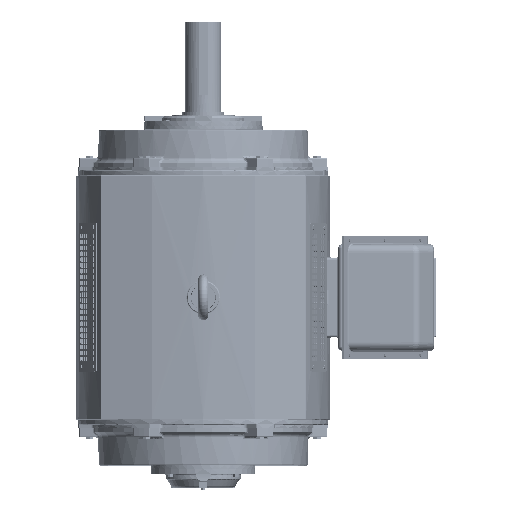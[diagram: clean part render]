
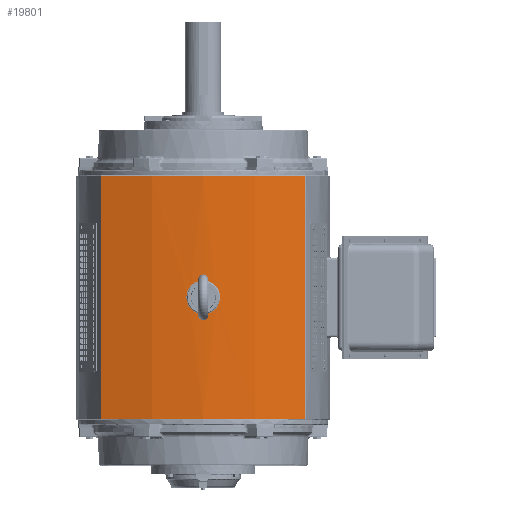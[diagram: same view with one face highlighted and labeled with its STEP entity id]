
A CAD part, top view. The second image highlights one B-rep face of the part: STEP entity #19801.
In plain terms, the highlighted cylindrical face has radius 750 mm (diameter 1500 mm), a partial arc.
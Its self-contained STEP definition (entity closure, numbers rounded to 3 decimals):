
#17810=CARTESIAN_POINT('Vertex',(-244.223,-302.302,264.123)) ;
#17817=CARTESIAN_POINT('Vertex',(-244.223,-884.302,264.123)) ;
#17820=CARTESIAN_POINT('Line Origine',(-244.223,-437.712,264.123)) ;
#19713=CARTESIAN_POINT('Axis2P3D Location',(0.,-447.662,-445.)) ;
#19718=CARTESIAN_POINT('Axis2P3D Location',(0.,-884.302,-445.)) ;
#19722=CARTESIAN_POINT('Vertex',(244.223,-884.302,264.123)) ;
#19725=CARTESIAN_POINT('Line Origine',(244.223,-437.712,264.123)) ;
#19729=CARTESIAN_POINT('Vertex',(244.223,-302.302,264.123)) ;
#19732=CARTESIAN_POINT('Axis2P3D Location',(0.,-302.302,-445.)) ;
#19744=CARTESIAN_POINT('Control Point',(40.339,-593.302,303.914)) ;
#19745=CARTESIAN_POINT('Control Point',(40.339,-599.058,303.914)) ;
#19746=CARTESIAN_POINT('Control Point',(39.32,-604.814,303.969)) ;
#19747=CARTESIAN_POINT('Control Point',(37.283,-610.328,304.079)) ;
#19748=CARTESIAN_POINT('Control Point',(30.727,-621.44,304.399)) ;
#19749=CARTESIAN_POINT('Control Point',(20.397,-629.301,304.758)) ;
#19750=CARTESIAN_POINT('Control Point',(13.887,-632.303,304.92)) ;
#19751=CARTESIAN_POINT('Control Point',(6.943,-633.802,305.)) ;
#19752=CARTESIAN_POINT('Control Point',(0.,-633.802,305.)) ;
#19753=CARTESIAN_POINT('Vertex',(0.,-633.802,305.)) ;
#19755=CARTESIAN_POINT('Vertex',(40.339,-593.302,303.914)) ;
#19759=CARTESIAN_POINT('Control Point',(-40.339,-593.302,303.914)) ;
#19760=CARTESIAN_POINT('Control Point',(-40.339,-599.058,303.914)) ;
#19761=CARTESIAN_POINT('Control Point',(-39.32,-604.814,303.969)) ;
#19762=CARTESIAN_POINT('Control Point',(-37.283,-610.328,304.079)) ;
#19763=CARTESIAN_POINT('Control Point',(-30.727,-621.44,304.399)) ;
#19764=CARTESIAN_POINT('Control Point',(-20.397,-629.301,304.758)) ;
#19765=CARTESIAN_POINT('Control Point',(-13.887,-632.303,304.92)) ;
#19766=CARTESIAN_POINT('Control Point',(-6.943,-633.802,305.)) ;
#19767=CARTESIAN_POINT('Control Point',(0.,-633.802,305.)) ;
#19768=CARTESIAN_POINT('Vertex',(-40.339,-593.302,303.914)) ;
#19772=CARTESIAN_POINT('Control Point',(-40.339,-593.302,303.914)) ;
#19773=CARTESIAN_POINT('Control Point',(-40.339,-587.547,303.914)) ;
#19774=CARTESIAN_POINT('Control Point',(-39.32,-581.791,303.969)) ;
#19775=CARTESIAN_POINT('Control Point',(-37.283,-576.277,304.079)) ;
#19776=CARTESIAN_POINT('Control Point',(-30.727,-565.165,304.399)) ;
#19777=CARTESIAN_POINT('Control Point',(-20.397,-557.304,304.758)) ;
#19778=CARTESIAN_POINT('Control Point',(-13.887,-554.302,304.92)) ;
#19779=CARTESIAN_POINT('Control Point',(-6.943,-552.802,305.)) ;
#19780=CARTESIAN_POINT('Control Point',(0.,-552.802,305.)) ;
#19781=CARTESIAN_POINT('Vertex',(0.,-552.802,305.)) ;
#19785=CARTESIAN_POINT('Control Point',(40.339,-593.302,303.914)) ;
#19786=CARTESIAN_POINT('Control Point',(40.339,-587.547,303.914)) ;
#19787=CARTESIAN_POINT('Control Point',(39.32,-581.791,303.969)) ;
#19788=CARTESIAN_POINT('Control Point',(37.283,-576.277,304.079)) ;
#19789=CARTESIAN_POINT('Control Point',(30.727,-565.165,304.399)) ;
#19790=CARTESIAN_POINT('Control Point',(20.397,-557.304,304.758)) ;
#19791=CARTESIAN_POINT('Control Point',(13.887,-554.302,304.92)) ;
#19792=CARTESIAN_POINT('Control Point',(6.943,-552.802,305.)) ;
#19793=CARTESIAN_POINT('Control Point',(0.,-552.802,305.)) ;
#17821=DIRECTION('Vector Direction',(0.,-1.,0.)) ;
#19714=DIRECTION('Axis2P3D Direction',(0.,1.,-0.)) ;
#19715=DIRECTION('Axis2P3D XDirection',(0.,0.,1.)) ;
#19719=DIRECTION('Axis2P3D Direction',(0.,1.,-0.)) ;
#19726=DIRECTION('Vector Direction',(0.,1.,0.)) ;
#19733=DIRECTION('Axis2P3D Direction',(0.,1.,-0.)) ;
#19716=AXIS2_PLACEMENT_3D('Cylinder Axis2P3D',#19713,#19714,#19715) ;
#19720=AXIS2_PLACEMENT_3D('Circle Axis2P3D',#19718,#19719,$) ;
#19734=AXIS2_PLACEMENT_3D('Circle Axis2P3D',#19732,#19733,$) ;
#19738=ORIENTED_EDGE('',*,*,#17824,.F.) ;
#19739=ORIENTED_EDGE('',*,*,#19724,.F.) ;
#19740=ORIENTED_EDGE('',*,*,#19731,.T.) ;
#19741=ORIENTED_EDGE('',*,*,#19736,.T.) ;
#19796=ORIENTED_EDGE('',*,*,#19757,.F.) ;
#19797=ORIENTED_EDGE('',*,*,#19770,.T.) ;
#19798=ORIENTED_EDGE('',*,*,#19783,.F.) ;
#19799=ORIENTED_EDGE('',*,*,#19794,.T.) ;
#19800=FACE_BOUND('',#19795,.T.) ;
#17822=VECTOR('Line Direction',#17821,1.) ;
#19727=VECTOR('Line Direction',#19726,1.) ;
#19801=ADVANCED_FACE('PartBody',(#19742,#19800),#19717,.T.) ;
#19743=B_SPLINE_CURVE_WITH_KNOTS('',5,(#19744,#19745,#19746,#19747,#19748,#19749,#19750,#19751,#19752),.UNSPECIFIED.,.F.,.U.,(6,3,6),(129.908,169.131,216.533),.UNSPECIFIED.) ;
#19758=B_SPLINE_CURVE_WITH_KNOTS('',5,(#19759,#19760,#19761,#19762,#19763,#19764,#19765,#19766,#19767),.UNSPECIFIED.,.F.,.U.,(6,3,6),(129.908,169.131,216.533),.UNSPECIFIED.) ;
#19771=B_SPLINE_CURVE_WITH_KNOTS('',5,(#19772,#19773,#19774,#19775,#19776,#19777,#19778,#19779,#19780),.UNSPECIFIED.,.F.,.U.,(6,3,6),(129.908,169.131,216.533),.UNSPECIFIED.) ;
#19784=B_SPLINE_CURVE_WITH_KNOTS('',5,(#19785,#19786,#19787,#19788,#19789,#19790,#19791,#19792,#19793),.UNSPECIFIED.,.F.,.U.,(6,3,6),(129.908,169.131,216.533),.UNSPECIFIED.) ;
#19721=CIRCLE('generated circle',#19720,750.) ;
#19735=CIRCLE('generated circle',#19734,750.) ;
#19717=CYLINDRICAL_SURFACE('generated cylinder',#19716,750.) ;
#17824=EDGE_CURVE('',#17818,#17811,#17823,.F.) ;
#19724=EDGE_CURVE('',#19723,#17818,#19721,.F.) ;
#19731=EDGE_CURVE('',#19723,#19730,#19728,.T.) ;
#19736=EDGE_CURVE('',#19730,#17811,#19735,.F.) ;
#19757=EDGE_CURVE('',#19754,#19756,#19743,.F.) ;
#19770=EDGE_CURVE('',#19754,#19769,#19758,.F.) ;
#19783=EDGE_CURVE('',#19782,#19769,#19771,.F.) ;
#19794=EDGE_CURVE('',#19782,#19756,#19784,.F.) ;
#19737=EDGE_LOOP('',(#19738,#19739,#19740,#19741)) ;
#19795=EDGE_LOOP('',(#19796,#19797,#19798,#19799)) ;
#19742=FACE_OUTER_BOUND('',#19737,.T.) ;
#17823=LINE('Line',#17820,#17822) ;
#19728=LINE('Line',#19725,#19727) ;
#17811=VERTEX_POINT('',#17810) ;
#17818=VERTEX_POINT('',#17817) ;
#19723=VERTEX_POINT('',#19722) ;
#19730=VERTEX_POINT('',#19729) ;
#19754=VERTEX_POINT('',#19753) ;
#19756=VERTEX_POINT('',#19755) ;
#19769=VERTEX_POINT('',#19768) ;
#19782=VERTEX_POINT('',#19781) ;
